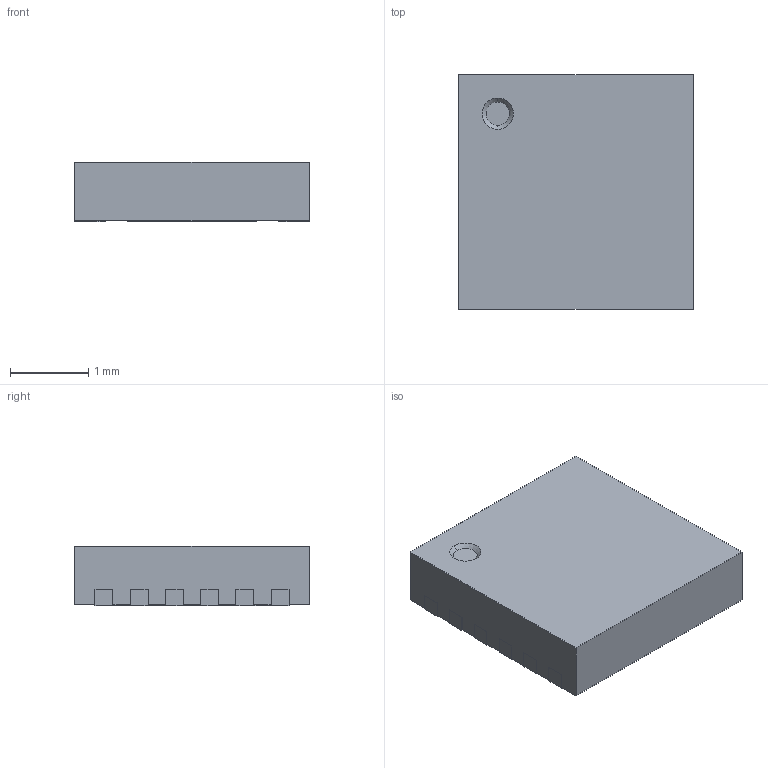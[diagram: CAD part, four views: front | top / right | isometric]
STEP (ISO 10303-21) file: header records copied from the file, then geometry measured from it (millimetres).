
FILE_DESCRIPTION(('FreeCAD Model'),'2;1');
FILE_NAME( 'User Library-DFN12(3x3)-1.step' ,'2018-07-11T22:50:12',('Author'),(''), 'Open CASCADE STEP processor 6.8','FreeCAD','Unknown');
FILE_SCHEMA(('AUTOMOTIVE_DESIGN_CC2 { 1 2 10303 214 -1 1 5 4 }'));
Length unit declared in the file: millimetre
Products named in the file (2): ASSEMBLY; User_Library-DFN12(3x3)-1
Assembly tree (1 placements, depth 2):
  ASSEMBLY
    User_Library-DFN12(3x3)-1
Bounding box: 3 x 3 x 0.76 mm (x, y, z)
Volume: 6.8 mm3; surface area: 27.3 mm2
Topology: 1 solids, 1 shells, 87 faces, 249 edges, 166 vertices
Faces by surface type: plane 73, cylinder 12, cone 2
Entity records: 7927 total; most frequent: CARTESIAN_POINT 2358, DIRECTION 895, LINE 635, VECTOR 635, ORIENTED_EDGE 498, PCURVE 498, DEFINITIONAL_REPRESENTATION 498, EDGE_CURVE 249
